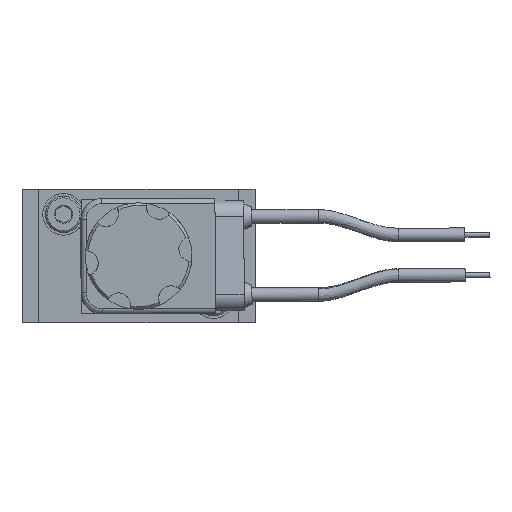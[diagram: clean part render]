
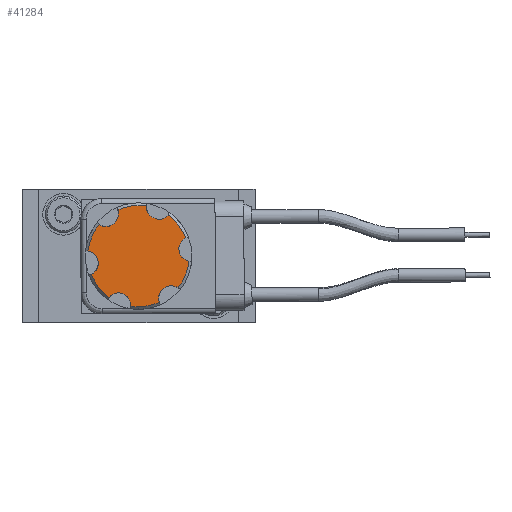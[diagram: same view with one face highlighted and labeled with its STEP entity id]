
A CAD part, left-side view. The second image highlights one B-rep face of the part: STEP entity #41284.
In plain terms, the highlighted planar face has unit normal (-1, 0, 0).
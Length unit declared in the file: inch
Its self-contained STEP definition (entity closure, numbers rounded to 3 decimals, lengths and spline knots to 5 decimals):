
#1177 = EDGE_CURVE ( 'NONE', #56847, #37895, #45425, .T. ) ;
#2206 = CIRCLE ( 'NONE', #68080, 0.38 ) ;
#2345 = CARTESIAN_POINT ( 'NONE',  ( -4.35417, -0.00047, -0.00047 ) ) ;
#2399 = CARTESIAN_POINT ( 'NONE',  ( -4.35417, -0.00047, -0.00047 ) ) ;
#3050 = EDGE_CURVE ( 'NONE', #103369, #12380, #88945, .T. ) ;
#5379 = DIRECTION ( 'NONE',  ( 0., 0., 1. ) ) ;
#6615 = DIRECTION ( 'NONE',  ( -1., 0., 0. ) ) ;
#7032 = CIRCLE ( 'NONE', #105364, 0.38 ) ;
#8623 = DIRECTION ( 'NONE',  ( 1., 0., 0. ) ) ;
#9332 = CARTESIAN_POINT ( 'NONE',  ( -4.35417, 0.35378, -0.13796 ) ) ;
#10762 = DIRECTION ( 'NONE',  ( 0., 0., 1. ) ) ;
#11868 = DIRECTION ( 'NONE',  ( -1., 0., 0. ) ) ;
#12380 = VERTEX_POINT ( 'NONE', #21793 ) ;
#13207 = ORIENTED_EDGE ( 'NONE', *, *, #116796, .F. ) ;
#14116 = VERTEX_POINT ( 'NONE', #116855 ) ;
#17091 = AXIS2_PLACEMENT_3D ( 'NONE', #2345, #20158, #56804 ) ;
#18120 = CARTESIAN_POINT ( 'NONE',  ( -4.35417, -0.39684, 0.05327 ) ) ;
#19242 = DIRECTION ( 'NONE',  ( 1., 0., 0. ) ) ;
#19950 = ORIENTED_EDGE ( 'NONE', *, *, #44379, .T. ) ;
#20116 = AXIS2_PLACEMENT_3D ( 'NONE', #81773, #90606, #27247 ) ;
#20153 = ORIENTED_EDGE ( 'NONE', *, *, #48890, .T. ) ;
#20158 = DIRECTION ( 'NONE',  ( -1., 0., 0. ) ) ;
#21793 = CARTESIAN_POINT ( 'NONE',  ( -4.35417, 0.3776, 0.03775 ) ) ;
#22191 = AXIS2_PLACEMENT_3D ( 'NONE', #77630, #115020, #86430 ) ;
#23837 = EDGE_CURVE ( 'NONE', #48989, #43628, #79011, .T. ) ;
#23900 = FACE_OUTER_BOUND ( 'NONE', #80684, .T. ) ;
#24678 = CARTESIAN_POINT ( 'NONE',  ( -4.35417, -0.2226, 0.30785 ) ) ;
#26919 = DIRECTION ( 'NONE',  ( -1., 0., 0. ) ) ;
#27053 = CIRCLE ( 'NONE', #47691, 0.38 ) ;
#27247 = DIRECTION ( 'NONE',  ( 0., 0., -1. ) ) ;
#27346 = ORIENTED_EDGE ( 'NONE', *, *, #70880, .T. ) ;
#28535 = DIRECTION ( 'NONE',  ( 0., 0., 1. ) ) ;
#31080 = DIRECTION ( 'NONE',  ( -1., 0., 0. ) ) ;
#31978 = CARTESIAN_POINT ( 'NONE',  ( -4.35417, -0.24519, -0.31687 ) ) ;
#32077 = VERTEX_POINT ( 'NONE', #72816 ) ;
#32983 = CIRCLE ( 'NONE', #85810, 0.09375 ) ;
#33661 = DIRECTION ( 'NONE',  ( 0., 0., -1. ) ) ;
#36351 = VERTEX_POINT ( 'NONE', #75295 ) ;
#36856 = EDGE_CURVE ( 'NONE', #43628, #59393, #7032, .T. ) ;
#37198 = CARTESIAN_POINT ( 'NONE',  ( -4.35417, -0.49809, 0.19977 ) ) ;
#37895 = VERTEX_POINT ( 'NONE', #59517 ) ;
#40316 = CIRCLE ( 'NONE', #20116, 0.38 ) ;
#41284 = ADVANCED_FACE ( 'NONE', ( #23900 ), #100918, .T. ) ;
#42114 = CIRCLE ( 'NONE', #17091, 0.38 ) ;
#43628 = VERTEX_POINT ( 'NONE', #73787 ) ;
#43839 = EDGE_CURVE ( 'NONE', #96840, #97556, #86949, .T. ) ;
#44379 = EDGE_CURVE ( 'NONE', #97556, #103319, #51106, .T. ) ;
#44731 = ORIENTED_EDGE ( 'NONE', *, *, #1177, .T. ) ;
#45425 = CIRCLE ( 'NONE', #79486, 0.09375 ) ;
#47691 = AXIS2_PLACEMENT_3D ( 'NONE', #85664, #31080, #94836 ) ;
#48274 = AXIS2_PLACEMENT_3D ( 'NONE', #64544, #82788, #10762 ) ;
#48316 = CARTESIAN_POINT ( 'NONE',  ( -4.35417, 0.15547, 0.34606 ) ) ;
#48890 = EDGE_CURVE ( 'NONE', #37895, #48989, #27053, .T. ) ;
#48989 = VERTEX_POINT ( 'NONE', #24678 ) ;
#51079 = ORIENTED_EDGE ( 'NONE', *, *, #43839, .T. ) ;
#51106 = CIRCLE ( 'NONE', #104678, 0.09375 ) ;
#51904 = DIRECTION ( 'NONE',  ( -1., 0., 0. ) ) ;
#54428 = DIRECTION ( 'NONE',  ( 1., 0., 0. ) ) ;
#56804 = DIRECTION ( 'NONE',  ( 0., 0., -1. ) ) ;
#56847 = VERTEX_POINT ( 'NONE', #68299 ) ;
#58966 = AXIS2_PLACEMENT_3D ( 'NONE', #108881, #19242, #72250 ) ;
#59393 = VERTEX_POINT ( 'NONE', #48316 ) ;
#59517 = CARTESIAN_POINT ( 'NONE',  ( -4.35417, -0.35472, 0.13702 ) ) ;
#59619 = CIRCLE ( 'NONE', #58966, 0.09375 ) ;
#59949 = ORIENTED_EDGE ( 'NONE', *, *, #96004, .F. ) ;
#60969 = DIRECTION ( 'NONE',  ( 1., 0., 0. ) ) ;
#62823 = DIRECTION ( 'NONE',  ( 0., 0., -1. ) ) ;
#62824 = ORIENTED_EDGE ( 'NONE', *, *, #36856, .T. ) ;
#63884 = CARTESIAN_POINT ( 'NONE',  ( -4.35417, 0.29573, 0.23758 ) ) ;
#64544 = CARTESIAN_POINT ( 'NONE',  ( -4.35417, 0.3959, -0.0542 ) ) ;
#64693 = CIRCLE ( 'NONE', #74884, 0.38 ) ;
#67642 = AXIS2_PLACEMENT_3D ( 'NONE', #37198, #90198, #110062 ) ;
#68080 = AXIS2_PLACEMENT_3D ( 'NONE', #117279, #26919, #62823 ) ;
#68299 = CARTESIAN_POINT ( 'NONE',  ( -4.35417, -0.37854, -0.03868 ) ) ;
#70489 = DIRECTION ( 'NONE',  ( 0., 0., 1. ) ) ;
#70662 = DIRECTION ( 'NONE',  ( 0., 0., -1. ) ) ;
#70880 = EDGE_CURVE ( 'NONE', #90384, #96840, #42114, .T. ) ;
#71314 = AXIS2_PLACEMENT_3D ( 'NONE', #113313, #6615, #70662 ) ;
#72250 = DIRECTION ( 'NONE',  ( 0., 0., 1. ) ) ;
#72381 = CARTESIAN_POINT ( 'NONE',  ( -4.35417, -0.15212, 0.36967 ) ) ;
#72733 = CARTESIAN_POINT ( 'NONE',  ( -4.35417, 0.15118, -0.3706 ) ) ;
#72816 = CARTESIAN_POINT ( 'NONE',  ( -4.35417, -0.15641, -0.34699 ) ) ;
#73787 = CARTESIAN_POINT ( 'NONE',  ( -4.35417, -0.05853, 0.37507 ) ) ;
#73978 = ORIENTED_EDGE ( 'NONE', *, *, #23837, .T. ) ;
#74884 = AXIS2_PLACEMENT_3D ( 'NONE', #2399, #11868, #75176 ) ;
#75176 = DIRECTION ( 'NONE',  ( 0., 0., -1. ) ) ;
#75295 = CARTESIAN_POINT ( 'NONE',  ( -4.35417, -0.24519, -0.22312 ) ) ;
#77326 = ORIENTED_EDGE ( 'NONE', *, *, #89628, .T. ) ;
#77614 = CARTESIAN_POINT ( 'NONE',  ( -4.35417, 0.05759, -0.37601 ) ) ;
#77630 = CARTESIAN_POINT ( 'NONE',  ( -4.35417, -0.24519, -0.31687 ) ) ;
#79011 = CIRCLE ( 'NONE', #113231, 0.09375 ) ;
#79486 = AXIS2_PLACEMENT_3D ( 'NONE', #18120, #8623, #81789 ) ;
#80684 = EDGE_LOOP ( 'NONE', ( #44731, #20153, #73978, #62824, #92203, #117234, #86813, #27346, #51079, #19950, #113583, #77326, #13207, #59949, #114084 ) ) ;
#81773 = CARTESIAN_POINT ( 'NONE',  ( -4.35417, -0.00047, -0.00047 ) ) ;
#81789 = DIRECTION ( 'NONE',  ( 0., 0., 1. ) ) ;
#82788 = DIRECTION ( 'NONE',  ( 1., 0., 0. ) ) ;
#83062 = DIRECTION ( 'NONE',  ( 1., 0., 0. ) ) ;
#83738 = EDGE_CURVE ( 'NONE', #84345, #56847, #40316, .T. ) ;
#84024 = CARTESIAN_POINT ( 'NONE',  ( -4.35417, -0.29667, -0.23851 ) ) ;
#84345 = VERTEX_POINT ( 'NONE', #84024 ) ;
#85664 = CARTESIAN_POINT ( 'NONE',  ( -4.35417, -0.00047, -0.00047 ) ) ;
#85810 = AXIS2_PLACEMENT_3D ( 'NONE', #31978, #51904, #5379 ) ;
#86430 = DIRECTION ( 'NONE',  ( 0., 0., 1. ) ) ;
#86813 = ORIENTED_EDGE ( 'NONE', *, *, #101753, .T. ) ;
#86949 = CIRCLE ( 'NONE', #99251, 0.09375 ) ;
#87869 = CARTESIAN_POINT ( 'NONE',  ( -4.35417, -0.00047, -0.00047 ) ) ;
#88945 = CIRCLE ( 'NONE', #71314, 0.38 ) ;
#89628 = EDGE_CURVE ( 'NONE', #14116, #32077, #64693, .T. ) ;
#89963 = EDGE_CURVE ( 'NONE', #103319, #14116, #2206, .T. ) ;
#90198 = DIRECTION ( 'NONE',  ( -1., 0., 0. ) ) ;
#90384 = VERTEX_POINT ( 'NONE', #9332 ) ;
#90606 = DIRECTION ( 'NONE',  ( -1., 0., 0. ) ) ;
#92203 = ORIENTED_EDGE ( 'NONE', *, *, #94305, .T. ) ;
#94305 = EDGE_CURVE ( 'NONE', #59393, #103369, #59619, .T. ) ;
#94836 = DIRECTION ( 'NONE',  ( 0., 0., -1. ) ) ;
#96004 = EDGE_CURVE ( 'NONE', #84345, #36351, #32983, .T. ) ;
#96840 = VERTEX_POINT ( 'NONE', #113602 ) ;
#97017 = DIRECTION ( 'NONE',  ( -1., 0., 0. ) ) ;
#97556 = VERTEX_POINT ( 'NONE', #100299 ) ;
#99251 = AXIS2_PLACEMENT_3D ( 'NONE', #107148, #60969, #70489 ) ;
#100299 = CARTESIAN_POINT ( 'NONE',  ( -4.35417, 0.15118, -0.27685 ) ) ;
#100918 = PLANE ( 'NONE',  #67642 ) ;
#101753 = EDGE_CURVE ( 'NONE', #12380, #90384, #105970, .T. ) ;
#103319 = VERTEX_POINT ( 'NONE', #77614 ) ;
#103369 = VERTEX_POINT ( 'NONE', #63884 ) ;
#104678 = AXIS2_PLACEMENT_3D ( 'NONE', #72733, #54428, #109351 ) ;
#105364 = AXIS2_PLACEMENT_3D ( 'NONE', #87869, #97017, #33661 ) ;
#105661 = CIRCLE ( 'NONE', #22191, 0.09375 ) ;
#105970 = CIRCLE ( 'NONE', #48274, 0.09375 ) ;
#107148 = CARTESIAN_POINT ( 'NONE',  ( -4.35417, 0.15118, -0.3706 ) ) ;
#108881 = CARTESIAN_POINT ( 'NONE',  ( -4.35417, 0.24425, 0.31594 ) ) ;
#109351 = DIRECTION ( 'NONE',  ( 0., 0., 1. ) ) ;
#110062 = DIRECTION ( 'NONE',  ( 0., 0.925, 0.379 ) ) ;
#113231 = AXIS2_PLACEMENT_3D ( 'NONE', #72381, #83062, #28535 ) ;
#113313 = CARTESIAN_POINT ( 'NONE',  ( -4.35417, -0.00047, -0.00047 ) ) ;
#113583 = ORIENTED_EDGE ( 'NONE', *, *, #89963, .T. ) ;
#113602 = CARTESIAN_POINT ( 'NONE',  ( -4.35417, 0.22166, -0.30878 ) ) ;
#114084 = ORIENTED_EDGE ( 'NONE', *, *, #83738, .T. ) ;
#115020 = DIRECTION ( 'NONE',  ( -1., 0., 0. ) ) ;
#116796 = EDGE_CURVE ( 'NONE', #36351, #32077, #105661, .T. ) ;
#116855 = CARTESIAN_POINT ( 'NONE',  ( -4.35417, -0.00047, -0.38047 ) ) ;
#117234 = ORIENTED_EDGE ( 'NONE', *, *, #3050, .T. ) ;
#117279 = CARTESIAN_POINT ( 'NONE',  ( -4.35417, -0.00047, -0.00047 ) ) ;
